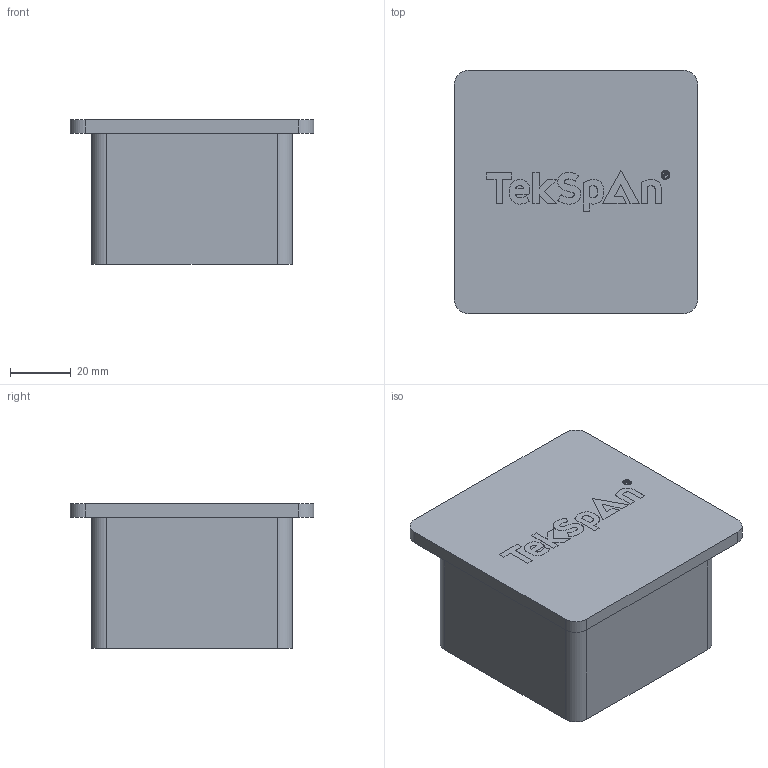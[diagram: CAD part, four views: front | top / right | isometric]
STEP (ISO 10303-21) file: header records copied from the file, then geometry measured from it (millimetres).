
FILE_DESCRIPTION (( 'STEP AP214' ), '1' );
FILE_NAME ('R952-040.STEP', '2024-06-18T10:38:47', ( '' ), ( '' ), 'SwSTEP 2.0', 'SolidWorks 2024', '' );
FILE_SCHEMA (( 'AUTOMOTIVE_DESIGN' ));
Length unit declared in the file: millimetre
Products named in the file (1): R952-040
Bounding box: 80 x 80 x 47.31 mm (x, y, z)
Volume: 52738 mm3; surface area: 36329.1 mm2
Topology: 3 solids, 3 shells, 172 faces, 462 edges, 308 vertices
Faces by surface type: plane 95, bspline 66, cylinder 11
Entity records: 5777 total; most frequent: CARTESIAN_POINT 1849, ORIENTED_EDGE 924, DIRECTION 566, EDGE_CURVE 462, VECTOR 308, VERTEX_POINT 308, LINE 308, EDGE_LOOP 186
